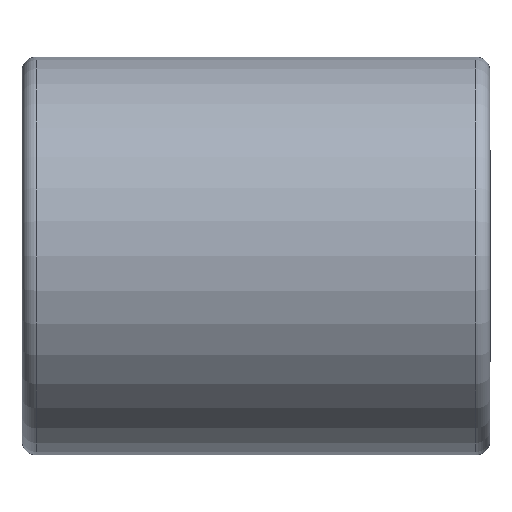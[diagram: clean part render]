
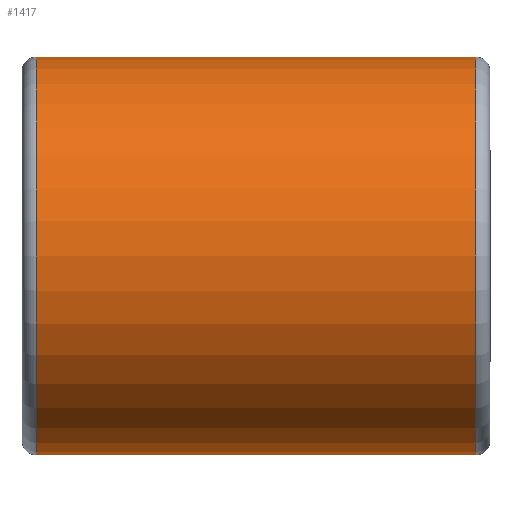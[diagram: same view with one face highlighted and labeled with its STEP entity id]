
A CAD part, front view. The second image highlights one B-rep face of the part: STEP entity #1417.
In plain terms, the highlighted cylindrical face has radius 42.5 mm (diameter 85 mm), a partial arc.
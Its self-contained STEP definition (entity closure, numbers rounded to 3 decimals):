
#49 = DIRECTION ( 'NONE',  ( 0., 0., -1. ) ) ;
#104 = DIRECTION ( 'NONE',  ( -1., 0., 0. ) ) ;
#118 = AXIS2_PLACEMENT_3D ( 'NONE', #4793, #2425, #49 ) ;
#128 = DIRECTION ( 'NONE',  ( -1., 0., 0. ) ) ;
#407 = EDGE_CURVE ( 'NONE', #1188, #4622, #4284, .T. ) ;
#546 = DIRECTION ( 'NONE',  ( 0., 0., 1. ) ) ;
#637 = ORIENTED_EDGE ( 'NONE', *, *, #407, .T. ) ;
#1073 = LINE ( 'NONE', #2082, #4142 ) ;
#1188 = VERTEX_POINT ( 'NONE', #2374 ) ;
#1226 = CARTESIAN_POINT ( 'NONE',  ( 3., 0., 42.5 ) ) ;
#1417 = ADVANCED_FACE ( 'NONE', ( #3714 ), #4262, .T. ) ;
#1444 = VERTEX_POINT ( 'NONE', #1226 ) ;
#1483 = LINE ( 'NONE', #4304, #3222 ) ;
#1558 = CARTESIAN_POINT ( 'NONE',  ( 97., 0., 42.5 ) ) ;
#1562 = EDGE_LOOP ( 'NONE', ( #2929, #637, #1808, #3987 ) ) ;
#1585 = EDGE_CURVE ( 'NONE', #1188, #3589, #1073, .T. ) ;
#1672 = DIRECTION ( 'NONE',  ( 0., 0., 1. ) ) ;
#1808 = ORIENTED_EDGE ( 'NONE', *, *, #3290, .T. ) ;
#2082 = CARTESIAN_POINT ( 'NONE',  ( 0., 0., -42.5 ) ) ;
#2089 = CARTESIAN_POINT ( 'NONE',  ( 97., 0., 0. ) ) ;
#2092 = AXIS2_PLACEMENT_3D ( 'NONE', #2089, #4468, #1672 ) ;
#2333 = DIRECTION ( 'NONE',  ( -1., 0., 0. ) ) ;
#2374 = CARTESIAN_POINT ( 'NONE',  ( 97., 0., -42.5 ) ) ;
#2425 = DIRECTION ( 'NONE',  ( 1., 0., 0. ) ) ;
#2447 = CIRCLE ( 'NONE', #118, 42.5 ) ;
#2929 = ORIENTED_EDGE ( 'NONE', *, *, #1585, .F. ) ;
#3222 = VECTOR ( 'NONE', #2333, 1000. ) ;
#3290 = EDGE_CURVE ( 'NONE', #4622, #1444, #1483, .T. ) ;
#3300 = CARTESIAN_POINT ( 'NONE',  ( 0., 0., 0. ) ) ;
#3589 = VERTEX_POINT ( 'NONE', #3749 ) ;
#3714 = FACE_OUTER_BOUND ( 'NONE', #1562, .T. ) ;
#3749 = CARTESIAN_POINT ( 'NONE',  ( 3., 0., -42.5 ) ) ;
#3987 = ORIENTED_EDGE ( 'NONE', *, *, #4673, .T. ) ;
#4142 = VECTOR ( 'NONE', #104, 1000. ) ;
#4262 = CYLINDRICAL_SURFACE ( 'NONE', #4958, 42.5 ) ;
#4284 = CIRCLE ( 'NONE', #2092, 42.5 ) ;
#4304 = CARTESIAN_POINT ( 'NONE',  ( 0., 0., 42.5 ) ) ;
#4468 = DIRECTION ( 'NONE',  ( -1., 0., 0. ) ) ;
#4622 = VERTEX_POINT ( 'NONE', #1558 ) ;
#4673 = EDGE_CURVE ( 'NONE', #1444, #3589, #2447, .T. ) ;
#4793 = CARTESIAN_POINT ( 'NONE',  ( 3., 0., 0. ) ) ;
#4958 = AXIS2_PLACEMENT_3D ( 'NONE', #3300, #128, #546 ) ;
